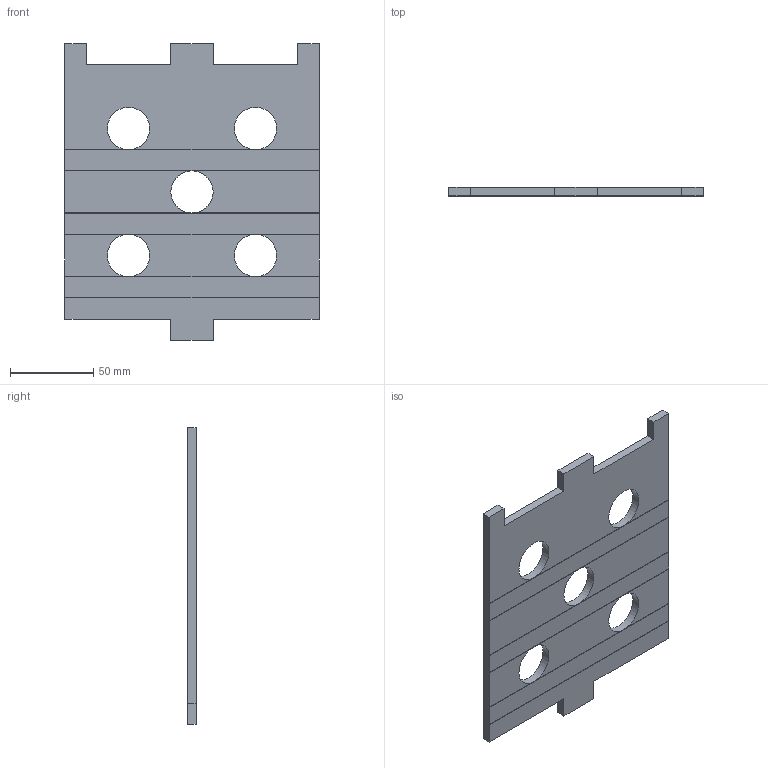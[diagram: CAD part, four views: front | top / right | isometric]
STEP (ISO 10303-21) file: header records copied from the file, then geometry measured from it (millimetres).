
FILE_DESCRIPTION(/* description */ (''),/* implementation_level */ '2;1');
FILE_NAME(/* name */ 'Heating Plate.stp',/* time_stamp */ '2024-10-29T18:05:43-04:00',/* author */ ('jjk'),/* organization */ (''),/* preprocessor_version */ 'ST-DEVELOPER v20',/* originating_system */ 'Autodesk Inventor 2025',/* authorisation */ '');
FILE_SCHEMA (('AUTOMOTIVE_DESIGN { 1 0 10303 214 3 1 1 }'));
Length unit declared in the file: inch
Products named in the file (3): Heating Plate; Heating board; flat 32 gauge nichrome wire
Assembly tree (7 placements, depth 2):
  Heating Plate
    Heating board
    flat 32 gauge nichrome wire  x6
Bounding box: 152.4 x 5.28 x 177.8 mm (x, y, z)
Volume: 110070.4 mm3; surface area: 49703.4 mm2
Topology: 7 solids, 7 shells, 59 faces, 135 edges, 90 vertices
Faces by surface type: plane 54, cylinder 5
Full cylindrical faces by diameter (mm): 25.4 x5
Entity records: 1048 total; most frequent: CARTESIAN_POINT 164, DIRECTION 163, ORIENTED_EDGE 150, EDGE_CURVE 75, LINE 65, VECTOR 65, VERTEX_POINT 50, AXIS2_PLACEMENT_3D 49
